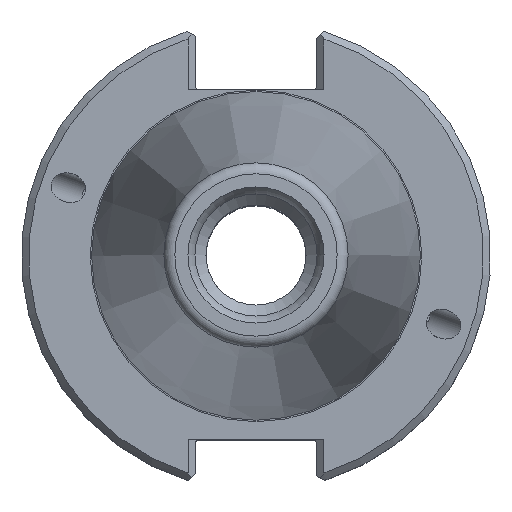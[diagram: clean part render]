
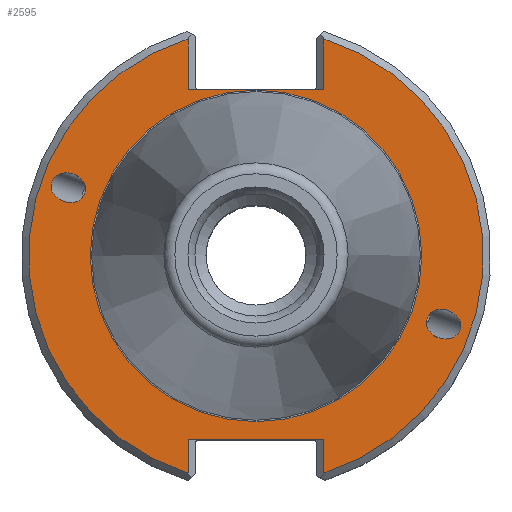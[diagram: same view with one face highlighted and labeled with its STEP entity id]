
A CAD part, top view. The second image highlights one B-rep face of the part: STEP entity #2595.
In plain terms, the highlighted planar face has unit normal (0, 0, 1).
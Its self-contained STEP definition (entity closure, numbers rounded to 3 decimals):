
#24=ELLIPSE('',#2761,2.381,1.95);
#25=ELLIPSE('',#2765,2.381,1.95);
#66=LINE('',#4072,#131);
#69=LINE('',#4083,#134);
#88=LINE('',#4169,#153);
#90=LINE('',#4185,#155);
#91=LINE('',#4187,#156);
#92=LINE('',#4189,#157);
#131=VECTOR('',#3133,1000.);
#134=VECTOR('',#3138,1000.);
#153=VECTOR('',#3189,1000.);
#155=VECTOR('',#3199,1000.);
#156=VECTOR('',#3200,1000.);
#157=VECTOR('',#3201,1000.);
#195=PLANE('',#2783);
#310=CIRCLE('',#2759,22.418);
#311=CIRCLE('',#2768,30.75);
#312=CIRCLE('',#2775,30.75);
#725=ORIENTED_EDGE('',*,*,#985,.F.);
#726=ORIENTED_EDGE('',*,*,#990,.T.);
#727=ORIENTED_EDGE('',*,*,#984,.T.);
#728=ORIENTED_EDGE('',*,*,#1015,.F.);
#729=ORIENTED_EDGE('',*,*,#980,.T.);
#730=ORIENTED_EDGE('',*,*,#1007,.T.);
#731=ORIENTED_EDGE('',*,*,#1020,.T.);
#732=ORIENTED_EDGE('',*,*,#1021,.F.);
#733=ORIENTED_EDGE('',*,*,#1022,.T.);
#734=ORIENTED_EDGE('',*,*,#978,.F.);
#735=ORIENTED_EDGE('',*,*,#977,.F.);
#977=EDGE_CURVE('',#1183,#1183,#310,.T.);
#978=EDGE_CURVE('',#1184,#1184,#24,.T.);
#980=EDGE_CURVE('',#1186,#1185,#66,.T.);
#984=EDGE_CURVE('',#1187,#1188,#69,.T.);
#985=EDGE_CURVE('',#1189,#1189,#25,.T.);
#990=EDGE_CURVE('',#1192,#1187,#311,.T.);
#1007=EDGE_CURVE('',#1185,#1203,#312,.T.);
#1015=EDGE_CURVE('',#1186,#1188,#88,.T.);
#1020=EDGE_CURVE('',#1203,#1210,#90,.T.);
#1021=EDGE_CURVE('',#1211,#1210,#91,.T.);
#1022=EDGE_CURVE('',#1211,#1192,#92,.T.);
#1183=VERTEX_POINT('',#4062);
#1184=VERTEX_POINT('',#4065);
#1185=VERTEX_POINT('',#4071);
#1186=VERTEX_POINT('',#4073);
#1187=VERTEX_POINT('',#4080);
#1188=VERTEX_POINT('',#4082);
#1189=VERTEX_POINT('',#4086);
#1192=VERTEX_POINT('',#4101);
#1203=VERTEX_POINT('',#4147);
#1210=VERTEX_POINT('',#4186);
#1211=VERTEX_POINT('',#4188);
#1461=EDGE_LOOP('',(#725));
#1462=EDGE_LOOP('',(#726,#727,#728,#729,#730,#731,#732,#733));
#1463=EDGE_LOOP('',(#734));
#1464=EDGE_LOOP('',(#735));
#1637=FACE_BOUND('',#1461,.T.);
#1638=FACE_BOUND('',#1462,.T.);
#1639=FACE_BOUND('',#1463,.T.);
#1640=FACE_BOUND('',#1464,.T.);
#2595=ADVANCED_FACE('',(#1637,#1638,#1639,#1640),#195,.T.);
#2759=AXIS2_PLACEMENT_3D('',#4061,#3125,#3126);
#2761=AXIS2_PLACEMENT_3D('',#4064,#3129,#3130);
#2765=AXIS2_PLACEMENT_3D('',#4085,#3141,#3142);
#2768=AXIS2_PLACEMENT_3D('',#4102,#3149,#3150);
#2775=AXIS2_PLACEMENT_3D('',#4148,#3175,#3176);
#2783=AXIS2_PLACEMENT_3D('',#4184,#3197,#3198);
#3125=DIRECTION('',(0.,0.,1.));
#3126=DIRECTION('',(1.,0.,0.));
#3129=DIRECTION('',(0.,0.,1.));
#3130=DIRECTION('',(-0.94,0.342,0.));
#3133=DIRECTION('',(0.,-1.,0.));
#3138=DIRECTION('',(0.,1.,0.));
#3141=DIRECTION('',(0.,0.,1.));
#3142=DIRECTION('',(0.94,-0.342,0.));
#3149=DIRECTION('',(0.,0.,1.));
#3150=DIRECTION('',(1.,0.,0.));
#3175=DIRECTION('',(0.,0.,1.));
#3176=DIRECTION('',(1.,0.,0.));
#3189=DIRECTION('',(-1.,0.,0.));
#3197=DIRECTION('',(0.,0.,1.));
#3198=DIRECTION('',(1.,0.,0.));
#3199=DIRECTION('',(0.,-1.,0.));
#3200=DIRECTION('',(1.,0.,0.));
#3201=DIRECTION('',(0.,1.,0.));
#4061=CARTESIAN_POINT('',(0.,0.,-3.17));
#4062=CARTESIAN_POINT('',(22.418,0.,-3.17));
#4064=CARTESIAN_POINT('',(25.372,-9.235,-3.17));
#4065=CARTESIAN_POINT('',(23.135,-8.42,-3.17));
#4071=CARTESIAN_POINT('',(9.19,-29.345,-3.17));
#4072=CARTESIAN_POINT('',(9.19,-30.831,-3.17));
#4073=CARTESIAN_POINT('',(9.19,-24.87,-3.17));
#4080=CARTESIAN_POINT('',(-9.19,-29.345,-3.17));
#4082=CARTESIAN_POINT('',(-9.19,-24.87,-3.17));
#4083=CARTESIAN_POINT('',(-9.19,-24.87,-3.17));
#4085=CARTESIAN_POINT('',(-25.372,9.235,-3.17));
#4086=CARTESIAN_POINT('',(-23.135,8.42,-3.17));
#4101=CARTESIAN_POINT('',(-9.19,29.345,-3.17));
#4102=CARTESIAN_POINT('',(0.,0.,-3.17));
#4147=CARTESIAN_POINT('',(9.19,29.345,-3.17));
#4148=CARTESIAN_POINT('',(0.,0.,-3.17));
#4169=CARTESIAN_POINT('',(8.19,-24.87,-3.17));
#4184=CARTESIAN_POINT('',(22.418,0.,-3.17));
#4185=CARTESIAN_POINT('',(9.19,22.46,-3.17));
#4186=CARTESIAN_POINT('',(9.19,22.46,-3.17));
#4187=CARTESIAN_POINT('',(-8.19,22.46,-3.17));
#4188=CARTESIAN_POINT('',(-9.19,22.46,-3.17));
#4189=CARTESIAN_POINT('',(-9.19,30.831,-3.17));
